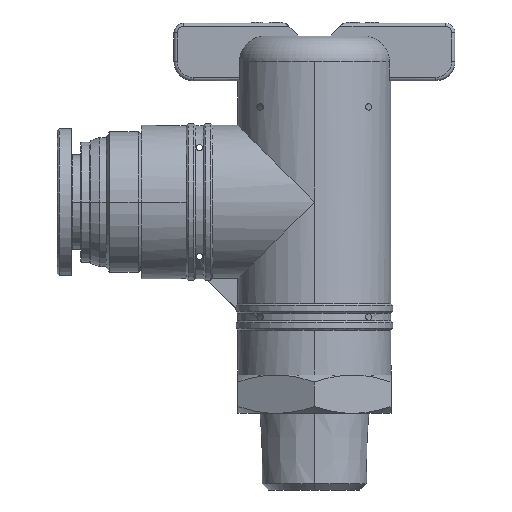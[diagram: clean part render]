
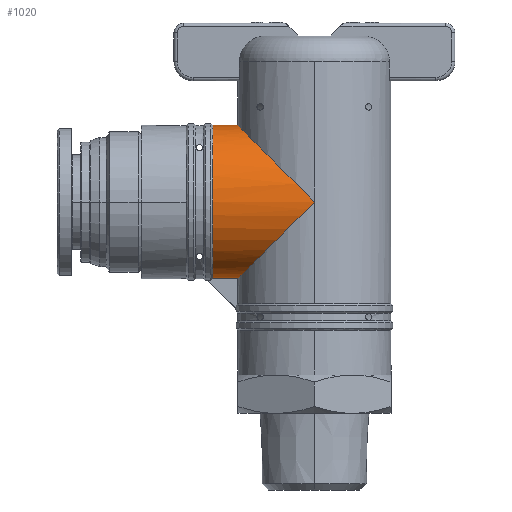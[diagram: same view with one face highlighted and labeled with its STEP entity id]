
A CAD part, left-side view. The second image highlights one B-rep face of the part: STEP entity #1020.
In plain terms, the highlighted cylindrical face has radius 12 mm (diameter 24 mm), a partial arc.
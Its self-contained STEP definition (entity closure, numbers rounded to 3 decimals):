
#970=CARTESIAN_POINT('',(0.,-9.15,8.45));
#971=DIRECTION('',(0.0,1.0,0.0));
#972=DIRECTION('',(1.0,0.0,0.0));
#973=AXIS2_PLACEMENT_3D('',#970,#971,#972);
#974=CYLINDRICAL_SURFACE('',#973,12.0);
#975=CARTESIAN_POINT('',(0.,6.75,20.45));
#976=VERTEX_POINT('',#975);
#977=CARTESIAN_POINT('',(0.,2.85,20.45));
#978=VERTEX_POINT('',#977);
#979=CARTESIAN_POINT('',(0.,6.75,20.45));
#980=DIRECTION('',(0.0,-1.0,0.0));
#981=VECTOR('',#980,3.9);
#982=LINE('',#979,#981);
#983=EDGE_CURVE('',#976,#978,#982,.T.);
#984=ORIENTED_EDGE('',*,*,#983,.F.);
#985=CARTESIAN_POINT('',(0.,6.75,-3.55));
#986=VERTEX_POINT('',#985);
#987=CARTESIAN_POINT('',(0.,6.75,8.45));
#988=DIRECTION('',(0.0,-1.0,0.0));
#989=DIRECTION('',(1.0,0.0,0.0));
#990=AXIS2_PLACEMENT_3D('',#987,#988,#989);
#991=CIRCLE('',#990,12.0);
#992=EDGE_CURVE('',#976,#986,#991,.T.);
#993=ORIENTED_EDGE('',*,*,#992,.T.);
#994=CARTESIAN_POINT('',(0.,2.85,-3.55));
#995=VERTEX_POINT('',#994);
#996=CARTESIAN_POINT('',(0.,2.85,-3.55));
#997=DIRECTION('',(0.0,1.0,0.0));
#998=VECTOR('',#997,3.9);
#999=LINE('',#996,#998);
#1000=EDGE_CURVE('',#995,#986,#999,.T.);
#1001=ORIENTED_EDGE('',*,*,#1000,.F.);
#1002=CARTESIAN_POINT('',(-12.,-9.15,8.45));
#1003=VERTEX_POINT('',#1002);
#1004=CARTESIAN_POINT('',(0.,-9.15,8.45));
#1005=DIRECTION('',(0.0,0.707,0.707));
#1006=DIRECTION('',(0.0,-0.707,0.707));
#1007=AXIS2_PLACEMENT_3D('',#1004,#1005,#1006);
#1008=ELLIPSE('',#1007,16.971,12.);
#1009=EDGE_CURVE('',#995,#1003,#1008,.T.);
#1010=ORIENTED_EDGE('',*,*,#1009,.T.);
#1011=CARTESIAN_POINT('',(0.,-9.15,8.45));
#1012=DIRECTION('',(0.0,0.707,-0.707));
#1013=DIRECTION('',(0.0,0.707,0.707));
#1014=AXIS2_PLACEMENT_3D('',#1011,#1012,#1013);
#1015=ELLIPSE('',#1014,16.971,12.);
#1016=EDGE_CURVE('',#1003,#978,#1015,.T.);
#1017=ORIENTED_EDGE('',*,*,#1016,.T.);
#1018=EDGE_LOOP('',(#984,#993,#1001,#1010,#1017));
#1019=FACE_OUTER_BOUND('',#1018,.T.);
#1020=ADVANCED_FACE('',(#1019),#974,.T.);
